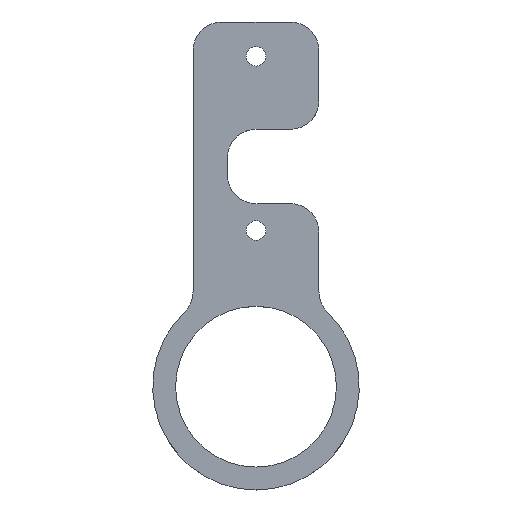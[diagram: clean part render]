
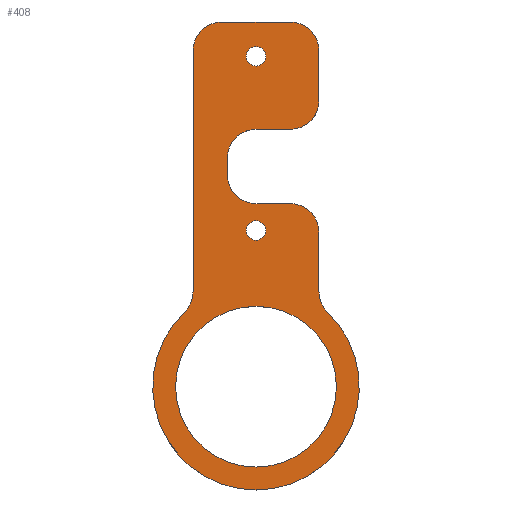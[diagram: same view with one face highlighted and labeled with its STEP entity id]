
A CAD part, top view. The second image highlights one B-rep face of the part: STEP entity #408.
In plain terms, the highlighted planar face has unit normal (0, 0, 1).
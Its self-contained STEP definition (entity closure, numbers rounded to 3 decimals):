
#15=FACE_BOUND('',#71,.T.);
#16=FACE_BOUND('',#72,.T.);
#17=FACE_BOUND('',#73,.T.);
#28=PLANE('',#467);
#49=FACE_OUTER_BOUND('',#70,.T.);
#70=EDGE_LOOP('',(#339,#340,#341,#342,#343,#344,#345,#346,#347,#348,#349,
#350,#351,#352,#353,#354));
#71=EDGE_LOOP('',(#355));
#72=EDGE_LOOP('',(#356));
#73=EDGE_LOOP('',(#357));
#83=LINE('',#620,#116);
#89=LINE('',#644,#122);
#93=LINE('',#656,#126);
#97=LINE('',#668,#130);
#101=LINE('',#680,#134);
#105=LINE('',#692,#138);
#109=LINE('',#704,#142);
#116=VECTOR('',#496,10.);
#122=VECTOR('',#522,10.);
#126=VECTOR('',#534,10.);
#130=VECTOR('',#546,10.);
#134=VECTOR('',#558,10.);
#138=VECTOR('',#570,10.);
#142=VECTOR('',#582,10.);
#144=CIRCLE('',#425,14.05);
#146=CIRCLE('',#428,1.7);
#148=CIRCLE('',#431,1.7);
#151=CIRCLE('',#436,5.);
#153=CIRCLE('',#439,18.05);
#155=CIRCLE('',#442,5.);
#157=CIRCLE('',#446,5.);
#159=CIRCLE('',#450,5.);
#161=CIRCLE('',#454,5.);
#163=CIRCLE('',#458,5.);
#165=CIRCLE('',#462,5.);
#167=CIRCLE('',#466,5.);
#168=VERTEX_POINT('',#596);
#170=VERTEX_POINT('',#602);
#172=VERTEX_POINT('',#608);
#176=VERTEX_POINT('',#617);
#177=VERTEX_POINT('',#619);
#179=VERTEX_POINT('',#625);
#181=VERTEX_POINT('',#631);
#183=VERTEX_POINT('',#637);
#185=VERTEX_POINT('',#643);
#187=VERTEX_POINT('',#649);
#189=VERTEX_POINT('',#655);
#191=VERTEX_POINT('',#661);
#193=VERTEX_POINT('',#667);
#195=VERTEX_POINT('',#673);
#197=VERTEX_POINT('',#679);
#199=VERTEX_POINT('',#685);
#201=VERTEX_POINT('',#691);
#203=VERTEX_POINT('',#697);
#205=VERTEX_POINT('',#703);
#206=EDGE_CURVE('',#168,#168,#144,.T.);
#209=EDGE_CURVE('',#170,#170,#146,.T.);
#212=EDGE_CURVE('',#172,#172,#148,.T.);
#217=EDGE_CURVE('',#177,#176,#83,.T.);
#220=EDGE_CURVE('',#179,#177,#151,.T.);
#223=EDGE_CURVE('',#181,#179,#153,.T.);
#226=EDGE_CURVE('',#183,#181,#155,.T.);
#229=EDGE_CURVE('',#185,#183,#89,.T.);
#232=EDGE_CURVE('',#187,#185,#157,.T.);
#235=EDGE_CURVE('',#189,#187,#93,.T.);
#238=EDGE_CURVE('',#191,#189,#159,.T.);
#241=EDGE_CURVE('',#193,#191,#97,.T.);
#244=EDGE_CURVE('',#195,#193,#161,.T.);
#247=EDGE_CURVE('',#197,#195,#101,.T.);
#250=EDGE_CURVE('',#199,#197,#163,.T.);
#253=EDGE_CURVE('',#201,#199,#105,.T.);
#256=EDGE_CURVE('',#203,#201,#165,.T.);
#259=EDGE_CURVE('',#205,#203,#109,.T.);
#262=EDGE_CURVE('',#176,#205,#167,.T.);
#339=ORIENTED_EDGE('',*,*,#262,.T.);
#340=ORIENTED_EDGE('',*,*,#259,.T.);
#341=ORIENTED_EDGE('',*,*,#256,.T.);
#342=ORIENTED_EDGE('',*,*,#253,.T.);
#343=ORIENTED_EDGE('',*,*,#250,.T.);
#344=ORIENTED_EDGE('',*,*,#247,.T.);
#345=ORIENTED_EDGE('',*,*,#244,.T.);
#346=ORIENTED_EDGE('',*,*,#241,.T.);
#347=ORIENTED_EDGE('',*,*,#238,.T.);
#348=ORIENTED_EDGE('',*,*,#235,.T.);
#349=ORIENTED_EDGE('',*,*,#232,.T.);
#350=ORIENTED_EDGE('',*,*,#229,.T.);
#351=ORIENTED_EDGE('',*,*,#226,.T.);
#352=ORIENTED_EDGE('',*,*,#223,.T.);
#353=ORIENTED_EDGE('',*,*,#220,.T.);
#354=ORIENTED_EDGE('',*,*,#217,.T.);
#355=ORIENTED_EDGE('',*,*,#212,.T.);
#356=ORIENTED_EDGE('',*,*,#209,.T.);
#357=ORIENTED_EDGE('',*,*,#206,.T.);
#408=ADVANCED_FACE('',(#49,#15,#16,#17),#28,.T.);
#425=AXIS2_PLACEMENT_3D('',#597,#473,#474);
#428=AXIS2_PLACEMENT_3D('',#603,#480,#481);
#431=AXIS2_PLACEMENT_3D('',#609,#487,#488);
#436=AXIS2_PLACEMENT_3D('',#626,#502,#503);
#439=AXIS2_PLACEMENT_3D('',#632,#509,#510);
#442=AXIS2_PLACEMENT_3D('',#638,#516,#517);
#446=AXIS2_PLACEMENT_3D('',#650,#528,#529);
#450=AXIS2_PLACEMENT_3D('',#662,#540,#541);
#454=AXIS2_PLACEMENT_3D('',#674,#552,#553);
#458=AXIS2_PLACEMENT_3D('',#686,#564,#565);
#462=AXIS2_PLACEMENT_3D('',#698,#576,#577);
#466=AXIS2_PLACEMENT_3D('',#708,#588,#589);
#467=AXIS2_PLACEMENT_3D('',#709,#590,#591);
#473=DIRECTION('center_axis',(0.,0.,-1.));
#474=DIRECTION('ref_axis',(1.,0.,0.));
#480=DIRECTION('center_axis',(0.,0.,-1.));
#481=DIRECTION('ref_axis',(1.,0.,0.));
#487=DIRECTION('center_axis',(0.,0.,-1.));
#488=DIRECTION('ref_axis',(1.,0.,0.));
#496=DIRECTION('',(0.,1.,0.));
#502=DIRECTION('center_axis',(0.,0.,-1.));
#503=DIRECTION('ref_axis',(-1.,0.,0.));
#509=DIRECTION('center_axis',(0.,0.,1.));
#510=DIRECTION('ref_axis',(-0.694,0.72,0.));
#516=DIRECTION('center_axis',(0.,0.,-1.));
#517=DIRECTION('ref_axis',(0.694,-0.72,0.));
#522=DIRECTION('',(0.,-1.,0.));
#528=DIRECTION('center_axis',(0.,0.,1.));
#529=DIRECTION('ref_axis',(0.,1.,0.));
#534=DIRECTION('',(-1.,0.,0.));
#540=DIRECTION('center_axis',(0.,0.,1.));
#541=DIRECTION('ref_axis',(1.,0.,0.));
#546=DIRECTION('',(0.,1.,0.));
#552=DIRECTION('center_axis',(0.,0.,1.));
#553=DIRECTION('ref_axis',(0.,-1.,0.));
#558=DIRECTION('',(1.,0.,0.));
#564=DIRECTION('center_axis',(0.,0.,-1.));
#565=DIRECTION('ref_axis',(0.,1.,0.));
#570=DIRECTION('',(0.,1.,0.));
#576=DIRECTION('center_axis',(0.,0.,-1.));
#577=DIRECTION('ref_axis',(-1.,0.,0.));
#582=DIRECTION('',(-1.,0.,0.));
#588=DIRECTION('center_axis',(0.,0.,1.));
#589=DIRECTION('ref_axis',(1.,0.,0.));
#590=DIRECTION('center_axis',(0.,0.,1.));
#591=DIRECTION('ref_axis',(1.,0.,0.));
#596=CARTESIAN_POINT('',(-14.05,0.,4.));
#597=CARTESIAN_POINT('Origin',(0.,0.,4.));
#602=CARTESIAN_POINT('',(-1.7,57.75,4.));
#603=CARTESIAN_POINT('Origin',(0.,57.75,4.));
#608=CARTESIAN_POINT('',(-1.7,27.3,4.));
#609=CARTESIAN_POINT('Origin',(0.,27.3,4.));
#617=CARTESIAN_POINT('',(11.,27.,4.));
#619=CARTESIAN_POINT('',(11.,16.592,4.));
#620=CARTESIAN_POINT('',(11.,27.,4.));
#625=CARTESIAN_POINT('',(12.529,12.993,4.));
#626=CARTESIAN_POINT('Origin',(16.,16.592,4.));
#631=CARTESIAN_POINT('',(-12.529,12.993,4.));
#632=CARTESIAN_POINT('Origin',(0.,0.,4.));
#637=CARTESIAN_POINT('',(-11.,16.592,4.));
#638=CARTESIAN_POINT('Origin',(-16.,16.592,4.));
#643=CARTESIAN_POINT('',(-11.,58.75,4.));
#644=CARTESIAN_POINT('',(-11.,16.592,4.));
#649=CARTESIAN_POINT('',(-6.,63.75,4.));
#650=CARTESIAN_POINT('Origin',(-6.,58.75,4.));
#655=CARTESIAN_POINT('',(6.,63.75,4.));
#656=CARTESIAN_POINT('',(-6.,63.75,4.));
#661=CARTESIAN_POINT('',(11.,58.75,4.));
#662=CARTESIAN_POINT('Origin',(6.,58.75,4.));
#667=CARTESIAN_POINT('',(11.,50.,4.));
#668=CARTESIAN_POINT('',(11.,58.75,4.));
#673=CARTESIAN_POINT('',(6.,45.,4.));
#674=CARTESIAN_POINT('Origin',(6.,50.,4.));
#679=CARTESIAN_POINT('',(0.,45.,4.));
#680=CARTESIAN_POINT('',(0.,45.,4.));
#685=CARTESIAN_POINT('',(-5.,40.,4.));
#686=CARTESIAN_POINT('Origin',(0.,40.,4.));
#691=CARTESIAN_POINT('',(-5.,37.,4.));
#692=CARTESIAN_POINT('',(-5.,40.,4.));
#697=CARTESIAN_POINT('',(0.,32.,4.));
#698=CARTESIAN_POINT('Origin',(0.,37.,4.));
#703=CARTESIAN_POINT('',(6.,32.,4.));
#704=CARTESIAN_POINT('',(0.,32.,4.));
#708=CARTESIAN_POINT('Origin',(6.,27.,4.));
#709=CARTESIAN_POINT('Origin',(0.,22.85,4.));
